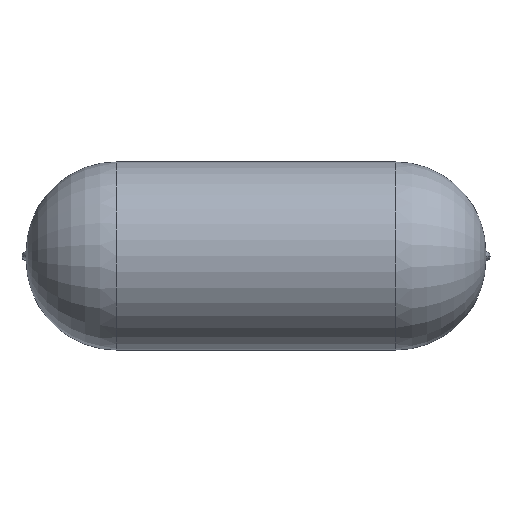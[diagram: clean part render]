
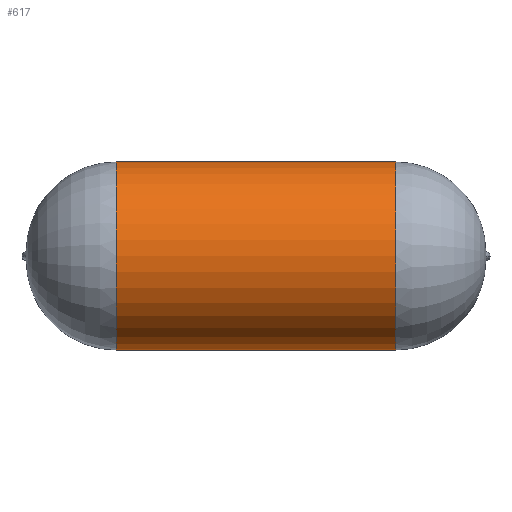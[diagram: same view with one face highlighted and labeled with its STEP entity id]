
A CAD part, top view. The second image highlights one B-rep face of the part: STEP entity #617.
In plain terms, the highlighted cylindrical face has radius 4.5 mm (diameter 9 mm), a partial arc.
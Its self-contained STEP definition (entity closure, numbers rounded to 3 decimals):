
#519 = CARTESIAN_POINT ( 'NONE',  ( -6.7, -4.5, 9. ) ) ;
#520 = VERTEX_POINT ( 'NONE', #519 ) ;
#528 = CARTESIAN_POINT ( 'NONE',  ( -6.7, 4.5, 9. ) ) ;
#529 = VERTEX_POINT ( 'NONE', #528 ) ;
#530 = CARTESIAN_POINT ( 'NONE',  ( -6.7, 0., 9. ) ) ;
#531 = DIRECTION ( 'NONE',  ( 1., 0., 0. ) ) ;
#532 = DIRECTION ( 'NONE',  ( 0., 1., 0. ) ) ;
#533 = AXIS2_PLACEMENT_3D ( 'NONE', #530, #531, #532 ) ;
#534 = CIRCLE ( 'NONE', #533, 4.5) ;
#535 = EDGE_CURVE ( 'NONE', #529, #520, #534, .T. ) ;
#563 = CARTESIAN_POINT ( 'NONE',  ( 6.7, 4.5, 9. ) ) ;
#564 = VERTEX_POINT ( 'NONE', #563 ) ;
#572 = CARTESIAN_POINT ( 'NONE',  ( 6.7, -4.5, 9. ) ) ;
#573 = VERTEX_POINT ( 'NONE', #572 ) ;
#574 = CARTESIAN_POINT ( 'NONE',  ( 6.7, 0., 9. ) ) ;
#575 = DIRECTION ( 'NONE',  ( -1., 0., 0. ) ) ;
#576 = DIRECTION ( 'NONE',  ( 0., -1., 0. ) ) ;
#577 = AXIS2_PLACEMENT_3D ( 'NONE', #574, #575, #576 ) ;
#578 = CIRCLE ( 'NONE', #577, 4.5) ;
#579 = EDGE_CURVE ( 'NONE', #573, #564, #578, .T. ) ;
#596 = ORIENTED_EDGE ( 'NONE', *, *, #579, .T. ) ;
#597 = CARTESIAN_POINT ( 'NONE',  ( -11., 4.5, 9. ) ) ;
#598 = DIRECTION ( 'NONE',  ( -1., 0., 0. ) ) ;
#599 = VECTOR ( 'NONE', #598, 1000. ) ;
#600 = LINE ( 'NONE', #597, #599 ) ;
#601 = EDGE_CURVE ( 'NONE', #564, #529, #600, .T. ) ;
#602 = ORIENTED_EDGE ( 'NONE', *, *, #601, .T. ) ;
#603 = ORIENTED_EDGE ( 'NONE', *, *, #535, .T. ) ;
#604 = CARTESIAN_POINT ( 'NONE',  ( -11., -4.5, 9. ) ) ;
#605 = DIRECTION ( 'NONE',  ( -1., 0., 0. ) ) ;
#606 = VECTOR ( 'NONE', #605, 1000. ) ;
#607 = LINE ( 'NONE', #604, #606 ) ;
#608 = EDGE_CURVE ( 'NONE', #573, #520, #607, .T. ) ;
#609 = ORIENTED_EDGE ( 'NONE', *, *, #608, .F. ) ;
#610 = EDGE_LOOP ( 'NONE', ( #596, #602, #603, #609 ) ) ;
#611 = FACE_OUTER_BOUND ( 'NONE', #610, .T. ) ;
#612 = CARTESIAN_POINT ( 'NONE',  ( -11., 0., 9. ) ) ;
#613 = DIRECTION ( 'NONE',  ( -1., 0., 0. ) ) ;
#614 = DIRECTION ( 'NONE',  ( 0., -1., 0. ) ) ;
#615 = AXIS2_PLACEMENT_3D ( 'NONE', #612, #613, #614 ) ;
#616 = CYLINDRICAL_SURFACE ( 'NONE', #615, 4.5) ;
#617 = ADVANCED_FACE ( 'NONE', ( #611 ), #616, .T. ) ;
